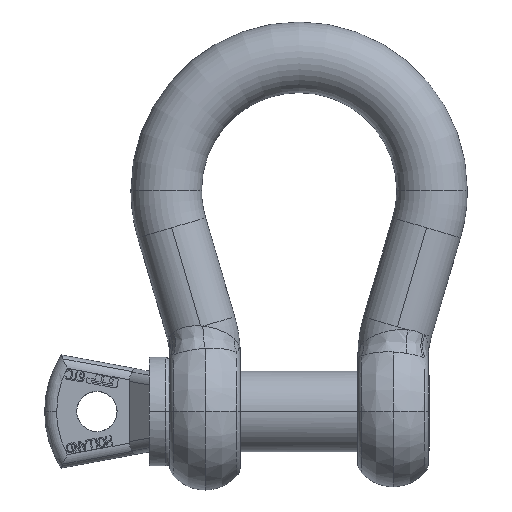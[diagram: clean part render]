
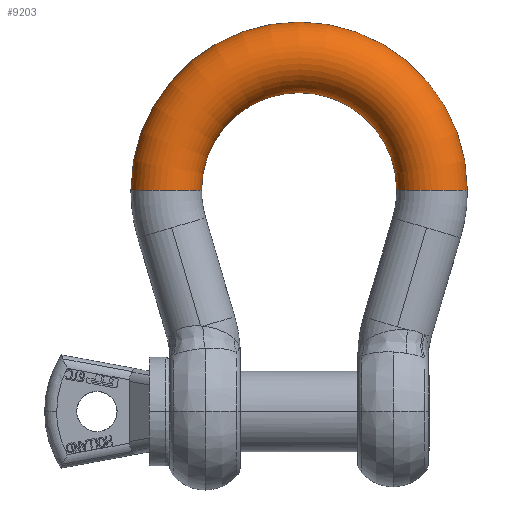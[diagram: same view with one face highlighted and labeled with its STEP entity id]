
A CAD part, top view. The second image highlights one B-rep face of the part: STEP entity #9203.
In plain terms, the highlighted toroidal (fillet/blend) face has major radius 94 mm and minor radius 25 mm.
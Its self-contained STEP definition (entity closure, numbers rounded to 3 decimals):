
#4984=AXIS2_PLACEMENT_3D('Circle Axis2P3D',#4982,#4983,$) ;
#9176=AXIS2_PLACEMENT_3D('Torus Axis2P3D',#9173,#9174,#9175) ;
#9180=AXIS2_PLACEMENT_3D('Circle Axis2P3D',#9178,#9179,$) ;
#9187=AXIS2_PLACEMENT_3D('Circle Axis2P3D',#9185,#9186,$) ;
#9194=AXIS2_PLACEMENT_3D('Circle Axis2P3D',#9192,#9193,$) ;
#4979=CARTESIAN_POINT('Vertex',(119.,156.5,0.)) ;
#4982=CARTESIAN_POINT('Axis2P3D Location',(94.,156.5,0.)) ;
#4986=CARTESIAN_POINT('Vertex',(69.,156.5,0.)) ;
#9173=CARTESIAN_POINT('Axis2P3D Location',(0.,156.5,0.)) ;
#9178=CARTESIAN_POINT('Axis2P3D Location',(0.,156.5,0.)) ;
#9182=CARTESIAN_POINT('Vertex',(-69.,156.5,0.)) ;
#9185=CARTESIAN_POINT('Axis2P3D Location',(0.,156.5,0.)) ;
#9189=CARTESIAN_POINT('Vertex',(-119.,156.5,0.)) ;
#9192=CARTESIAN_POINT('Axis2P3D Location',(-94.,156.5,0.)) ;
#4983=DIRECTION('Axis2P3D Direction',(0.,1.,0.)) ;
#9174=DIRECTION('Axis2P3D Direction',(0.,0.,-1.)) ;
#9175=DIRECTION('Axis2P3D XDirection',(-1.,0.,0.)) ;
#9179=DIRECTION('Axis2P3D Direction',(0.,0.,-1.)) ;
#9186=DIRECTION('Axis2P3D Direction',(0.,0.,-1.)) ;
#9193=DIRECTION('Axis2P3D Direction',(0.,-1.,0.)) ;
#9198=ORIENTED_EDGE('',*,*,#9184,.F.) ;
#9199=ORIENTED_EDGE('',*,*,#4988,.T.) ;
#9200=ORIENTED_EDGE('',*,*,#9191,.F.) ;
#9201=ORIENTED_EDGE('',*,*,#9196,.T.) ;
#9203=ADVANCED_FACE('',(#9202),#9177,.T.) ;
#4985=CIRCLE('generated circle',#4984,25.) ;
#9181=CIRCLE('generated circle',#9180,69.) ;
#9188=CIRCLE('generated circle',#9187,119.) ;
#9195=CIRCLE('generated circle',#9194,25.) ;
#9177=TOROIDAL_SURFACE('homeo Torus',#9176,94.,25.) ;
#4988=EDGE_CURVE('',#4987,#4980,#4985,.T.) ;
#9184=EDGE_CURVE('',#4987,#9183,#9181,.F.) ;
#9191=EDGE_CURVE('',#9190,#4980,#9188,.T.) ;
#9196=EDGE_CURVE('',#9190,#9183,#9195,.F.) ;
#9197=EDGE_LOOP('',(#9198,#9199,#9200,#9201)) ;
#9202=FACE_OUTER_BOUND('',#9197,.T.) ;
#4980=VERTEX_POINT('',#4979) ;
#4987=VERTEX_POINT('',#4986) ;
#9183=VERTEX_POINT('',#9182) ;
#9190=VERTEX_POINT('',#9189) ;
